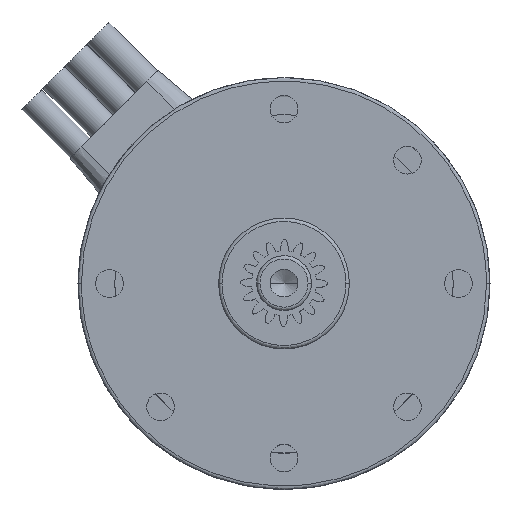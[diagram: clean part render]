
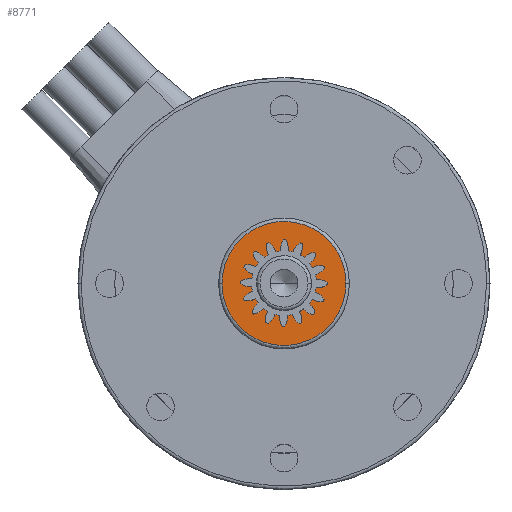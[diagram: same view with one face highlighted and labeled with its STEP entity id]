
A CAD part, top view. The second image highlights one B-rep face of the part: STEP entity #8771.
In plain terms, the highlighted planar face has unit normal (0, 0, 1).
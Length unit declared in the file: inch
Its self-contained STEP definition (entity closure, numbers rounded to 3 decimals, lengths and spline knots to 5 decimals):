
#981 = EDGE_CURVE ( 'NONE', #51866, #33871, #52594, .T. ) ;
#2189 = DIRECTION ( 'NONE',  ( 1., 0., 0. ) ) ;
#3915 = CARTESIAN_POINT ( 'NONE',  ( -0.35531, 0., 0.1378 ) ) ;
#4770 = CARTESIAN_POINT ( 'NONE',  ( 0., 0., 0.1378 ) ) ;
#4993 = AXIS2_PLACEMENT_3D ( 'NONE', #4770, #45255, #68842 ) ;
#6912 = CARTESIAN_POINT ( 'NONE',  ( 0., 0., 0.1378 ) ) ;
#7529 = CARTESIAN_POINT ( 'NONE',  ( -0.35531, 0.71063, 0.1378 ) ) ;
#7624 = FACE_BOUND ( 'NONE', #44512, .T. ) ;
#8771 = ADVANCED_FACE ( 'NONE', ( #7624, #31184 ), #59354, .T. ) ;
#9321 = CARTESIAN_POINT ( 'NONE',  ( 0.35531, 0.71063, 0.1378 ) ) ;
#12979 = EDGE_LOOP ( 'NONE', ( #29078, #70761 ) ) ;
#13149 = CARTESIAN_POINT ( 'NONE',  ( -0.35531, 0., 0.1378 ) ) ;
#16439 = CARTESIAN_POINT ( 'NONE',  ( -0.35531, -0.71063, 0.1378 ) ) ;
#20015 =( BOUNDED_CURVE ( )  B_SPLINE_CURVE ( 3, ( #3915, #7529, #9321, #37239 ),
 .UNSPECIFIED., .F., .F. ) 
 B_SPLINE_CURVE_WITH_KNOTS ( ( 4, 4 ),
 ( 0., 1. ),
 .UNSPECIFIED. ) 
 CURVE ( )  GEOMETRIC_REPRESENTATION_ITEM ( )  RATIONAL_B_SPLINE_CURVE ( ( 1., 0.333, 0.333, 1. ) ) 
 REPRESENTATION_ITEM ( '' )  );
#21859 = AXIS2_PLACEMENT_3D ( 'NONE', #6912, #59027, #52839 ) ;
#22603 = CARTESIAN_POINT ( 'NONE',  ( 0.35531, 0., 0.1378 ) ) ;
#27848 = ORIENTED_EDGE ( 'NONE', *, *, #981, .T. ) ;
#29078 = ORIENTED_EDGE ( 'NONE', *, *, #71692, .F. ) ;
#31184 = FACE_OUTER_BOUND ( 'NONE', #12979, .T. ) ;
#32795 = CARTESIAN_POINT ( 'NONE',  ( 0.15748, 0., 0.1378 ) ) ;
#33461 = CARTESIAN_POINT ( 'NONE',  ( 0.35531, -0.71063, 0.1378 ) ) ;
#33871 = VERTEX_POINT ( 'NONE', #32795 ) ;
#34592 = CARTESIAN_POINT ( 'NONE',  ( -0.35531, 0., 0.1378 ) ) ;
#37239 = CARTESIAN_POINT ( 'NONE',  ( 0.35531, 0., 0.1378 ) ) ;
#44512 = EDGE_LOOP ( 'NONE', ( #27848, #70583 ) ) ;
#45255 = DIRECTION ( 'NONE',  ( 0., 0., -1. ) ) ;
#47368 = VERTEX_POINT ( 'NONE', #74158 ) ;
#51785 = CIRCLE ( 'NONE', #4993, 0.15748 ) ;
#51866 = VERTEX_POINT ( 'NONE', #72104 ) ;
#52594 = CIRCLE ( 'NONE', #21859, 0.15748 ) ;
#52839 = DIRECTION ( 'NONE',  ( -1., 0., 0. ) ) ;
#52900 = VERTEX_POINT ( 'NONE', #13149 ) ;
#59027 = DIRECTION ( 'NONE',  ( 0., 0., -1. ) ) ;
#59354 = PLANE ( 'NONE',  #70317 ) ;
#67809 = CARTESIAN_POINT ( 'NONE',  ( 0., 0., 0.1378 ) ) ;
#68842 = DIRECTION ( 'NONE',  ( -1., 0., 0. ) ) ;
#70298 =( BOUNDED_CURVE ( )  B_SPLINE_CURVE ( 3, ( #22603, #33461, #16439, #34592 ),
 .UNSPECIFIED., .F., .F. ) 
 B_SPLINE_CURVE_WITH_KNOTS ( ( 4, 4 ),
 ( 0., 1. ),
 .UNSPECIFIED. ) 
 CURVE ( )  GEOMETRIC_REPRESENTATION_ITEM ( )  RATIONAL_B_SPLINE_CURVE ( ( 1., 0.333, 0.333, 1. ) ) 
 REPRESENTATION_ITEM ( '' )  );
#70317 = AXIS2_PLACEMENT_3D ( 'NONE', #67809, #72861, #2189 ) ;
#70583 = ORIENTED_EDGE ( 'NONE', *, *, #73520, .T. ) ;
#70761 = ORIENTED_EDGE ( 'NONE', *, *, #71345, .F. ) ;
#71345 = EDGE_CURVE ( 'NONE', #47368, #52900, #70298, .T. ) ;
#71692 = EDGE_CURVE ( 'NONE', #52900, #47368, #20015, .T. ) ;
#72104 = CARTESIAN_POINT ( 'NONE',  ( -0.15748, 0., 0.1378 ) ) ;
#72861 = DIRECTION ( 'NONE',  ( 0., 0., 1. ) ) ;
#73520 = EDGE_CURVE ( 'NONE', #33871, #51866, #51785, .T. ) ;
#74158 = CARTESIAN_POINT ( 'NONE',  ( 0.35531, 0., 0.1378 ) ) ;
